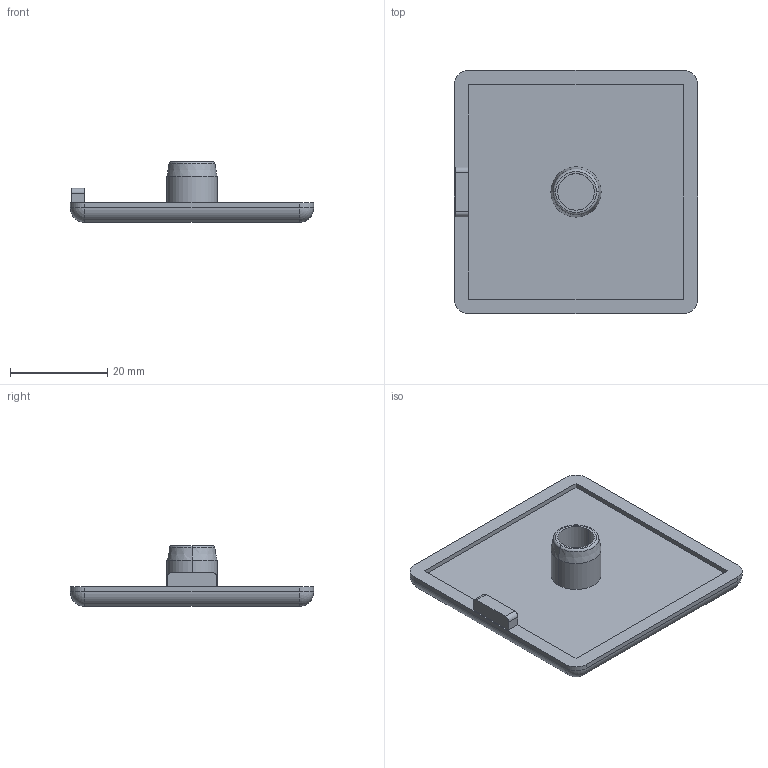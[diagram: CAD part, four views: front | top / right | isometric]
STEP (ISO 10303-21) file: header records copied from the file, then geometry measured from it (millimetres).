
FILE_DESCRIPTION(/* description */ (''),/* implementation_level */ '2;1');
FILE_NAME(/* name */ '225050.stp',/* time_stamp */ '2018-05-12T09:51:10+02:00',/* author */ ('TraceParts'),/* organization */ ('Alutec K&K'),/* preprocessor_version */ 'ST-DEVELOPER v16.1',/* originating_system */ 'Autodesk Inventor 2016',/* authorisation */ '');
FILE_SCHEMA (('AUTOMOTIVE_DESIGN { 1 0 10303 214 3 1 1 }'));
Length unit declared in the file: millimetre
Products named in the file (1): 225050
Bounding box: 50 x 50 x 12.5 mm (x, y, z)
Volume: 8092.4 mm3; surface area: 6266.5 mm2
Topology: 1 solids, 1 shells, 39 faces, 90 edges, 52 vertices
Faces by surface type: plane 17, cylinder 14, sphere 4, torus 2, cone 2
Entity records: 1090 total; most frequent: DIRECTION 200, CARTESIAN_POINT 178, ORIENTED_EDGE 172, EDGE_CURVE 86, AXIS2_PLACEMENT_3D 74, LINE 52, VECTOR 52, VERTEX_POINT 52
